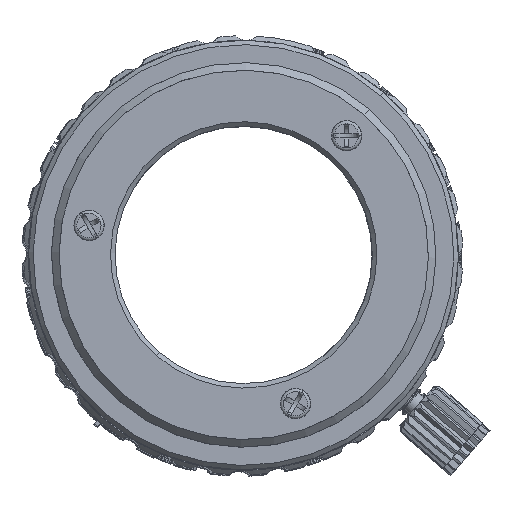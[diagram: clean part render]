
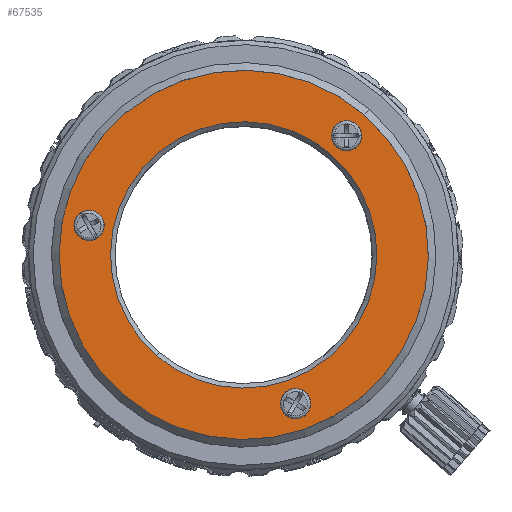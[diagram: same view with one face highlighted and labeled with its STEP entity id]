
A CAD part, front view. The second image highlights one B-rep face of the part: STEP entity #67535.
In plain terms, the highlighted face is planar.
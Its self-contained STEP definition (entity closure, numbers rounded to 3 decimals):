
#66655 = VERTEX_POINT('',#66656);
#66656 = CARTESIAN_POINT('',(12.196,0.,0.));
#66662 = EDGE_CURVE('',#66655,#66663,#66665,.T.);
#66663 = VERTEX_POINT('',#66664);
#66664 = CARTESIAN_POINT('',(-12.196,0.,0.));
#66665 = CIRCLE('',#66666,12.196);
#66666 = AXIS2_PLACEMENT_3D('',#66667,#66668,#66669);
#66667 = CARTESIAN_POINT('',(0.,0.,0.));
#66668 = DIRECTION('',(-0.,1.,0.));
#66669 = DIRECTION('',(1.,0.,0.));
#66685 = EDGE_CURVE('',#66663,#66655,#66686,.T.);
#66686 = CIRCLE('',#66687,12.196);
#66687 = AXIS2_PLACEMENT_3D('',#66688,#66689,#66690);
#66688 = CARTESIAN_POINT('',(0.,0.,0.));
#66689 = DIRECTION('',(0.,1.,0.));
#66690 = DIRECTION('',(-1.,0.,0.));
#67490 = VERTEX_POINT('',#67491);
#67491 = CARTESIAN_POINT('',(-8.798,0.,0.));
#67499 = VERTEX_POINT('',#67500);
#67500 = CARTESIAN_POINT('',(8.798,0.,0.));
#67506 = EDGE_CURVE('',#67490,#67499,#67507,.T.);
#67507 = CIRCLE('',#67508,8.798);
#67508 = AXIS2_PLACEMENT_3D('',#67509,#67510,#67511);
#67509 = CARTESIAN_POINT('',(0.,0.,0.));
#67510 = DIRECTION('',(0.,-1.,0.));
#67511 = DIRECTION('',(-1.,0.,0.));
#67522 = EDGE_CURVE('',#67499,#67490,#67523,.T.);
#67523 = CIRCLE('',#67524,8.798);
#67524 = AXIS2_PLACEMENT_3D('',#67525,#67526,#67527);
#67525 = CARTESIAN_POINT('',(0.,0.,0.));
#67526 = DIRECTION('',(0.,-1.,0.));
#67527 = DIRECTION('',(1.,0.,0.));
#67535 = ADVANCED_FACE('',(#67536,#67540,#67544,#67564,#67584),#67604,
  .T.);
#67536 = FACE_BOUND('',#67537,.F.);
#67537 = EDGE_LOOP('',(#67538,#67539));
#67538 = ORIENTED_EDGE('',*,*,#66662,.T.);
#67539 = ORIENTED_EDGE('',*,*,#66685,.T.);
#67540 = FACE_BOUND('',#67541,.F.);
#67541 = EDGE_LOOP('',(#67542,#67543));
#67542 = ORIENTED_EDGE('',*,*,#67522,.T.);
#67543 = ORIENTED_EDGE('',*,*,#67506,.T.);
#67544 = FACE_BOUND('',#67545,.F.);
#67545 = EDGE_LOOP('',(#67546,#67557));
#67546 = ORIENTED_EDGE('',*,*,#67547,.T.);
#67547 = EDGE_CURVE('',#67548,#67550,#67552,.T.);
#67548 = VERTEX_POINT('',#67549);
#67549 = CARTESIAN_POINT('',(-4.2,0.,9.007));
#67550 = VERTEX_POINT('',#67551);
#67551 = CARTESIAN_POINT('',(-6.2,0.,9.007));
#67552 = CIRCLE('',#67553,1.);
#67553 = AXIS2_PLACEMENT_3D('',#67554,#67555,#67556);
#67554 = CARTESIAN_POINT('',(-5.2,0.,9.007));
#67555 = DIRECTION('',(0.,-1.,0.));
#67556 = DIRECTION('',(1.,0.,0.));
#67557 = ORIENTED_EDGE('',*,*,#67558,.T.);
#67558 = EDGE_CURVE('',#67550,#67548,#67559,.T.);
#67559 = CIRCLE('',#67560,1.);
#67560 = AXIS2_PLACEMENT_3D('',#67561,#67562,#67563);
#67561 = CARTESIAN_POINT('',(-5.2,0.,9.007));
#67562 = DIRECTION('',(0.,-1.,0.));
#67563 = DIRECTION('',(-1.,0.,0.));
#67564 = FACE_BOUND('',#67565,.F.);
#67565 = EDGE_LOOP('',(#67566,#67577));
#67566 = ORIENTED_EDGE('',*,*,#67567,.T.);
#67567 = EDGE_CURVE('',#67568,#67570,#67572,.T.);
#67568 = VERTEX_POINT('',#67569);
#67569 = CARTESIAN_POINT('',(-5.7,0.,-8.141));
#67570 = VERTEX_POINT('',#67571);
#67571 = CARTESIAN_POINT('',(-4.7,0.,-9.873));
#67572 = CIRCLE('',#67573,1.);
#67573 = AXIS2_PLACEMENT_3D('',#67574,#67575,#67576);
#67574 = CARTESIAN_POINT('',(-5.2,0.,-9.007));
#67575 = DIRECTION('',(0.,-1.,0.));
#67576 = DIRECTION('',(-0.5,0.,0.866));
#67577 = ORIENTED_EDGE('',*,*,#67578,.T.);
#67578 = EDGE_CURVE('',#67570,#67568,#67579,.T.);
#67579 = CIRCLE('',#67580,1.);
#67580 = AXIS2_PLACEMENT_3D('',#67581,#67582,#67583);
#67581 = CARTESIAN_POINT('',(-5.2,0.,-9.007));
#67582 = DIRECTION('',(0.,-1.,0.));
#67583 = DIRECTION('',(0.5,0.,-0.866));
#67584 = FACE_BOUND('',#67585,.F.);
#67585 = EDGE_LOOP('',(#67586,#67597));
#67586 = ORIENTED_EDGE('',*,*,#67587,.T.);
#67587 = EDGE_CURVE('',#67588,#67590,#67592,.T.);
#67588 = VERTEX_POINT('',#67589);
#67589 = CARTESIAN_POINT('',(9.9,0.,-0.866));
#67590 = VERTEX_POINT('',#67591);
#67591 = CARTESIAN_POINT('',(10.9,0.,0.866));
#67592 = CIRCLE('',#67593,1.);
#67593 = AXIS2_PLACEMENT_3D('',#67594,#67595,#67596);
#67594 = CARTESIAN_POINT('',(10.4,0.,0.));
#67595 = DIRECTION('',(0.,-1.,0.));
#67596 = DIRECTION('',(-0.5,-0.,-0.866));
#67597 = ORIENTED_EDGE('',*,*,#67598,.T.);
#67598 = EDGE_CURVE('',#67590,#67588,#67599,.T.);
#67599 = CIRCLE('',#67600,1.);
#67600 = AXIS2_PLACEMENT_3D('',#67601,#67602,#67603);
#67601 = CARTESIAN_POINT('',(10.4,0.,0.));
#67602 = DIRECTION('',(0.,-1.,0.));
#67603 = DIRECTION('',(0.5,0.,0.866));
#67604 = PLANE('',#67605);
#67605 = AXIS2_PLACEMENT_3D('',#67606,#67607,#67608);
#67606 = CARTESIAN_POINT('',(0.,0.,0.));
#67607 = DIRECTION('',(0.,-1.,0.));
#67608 = DIRECTION('',(-1.,0.,0.));
